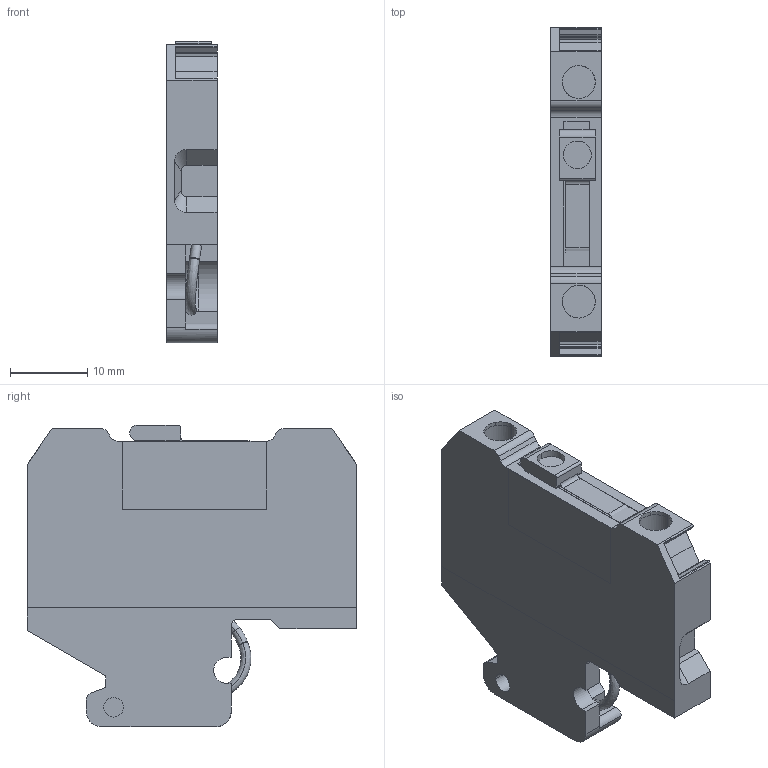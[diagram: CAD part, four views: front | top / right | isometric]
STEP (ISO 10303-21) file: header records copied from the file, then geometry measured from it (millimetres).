
FILE_DESCRIPTION(('CATIA V5 STEP Exchange','CAx-IF Rec.Pracs.--- Model Styling and Organization---1.4--- 2014-01-23'),'2;1');
FILE_NAME ('001972-2_0', '2021-06-08T05:47:42+00:00', ('none'), ('Weidmueller'), 'CATIA Version 5-6 Release 2016 SP3 HF44', 'CATIA V5 STEP AP214', 'none');
FILE_SCHEMA(('AUTOMOTIVE_DESIGN { 1 0 10303 214 1 1 1 1 }'));
Length unit declared in the file: millimetre
Products named in the file (1): SAKR/32_AllCATPart
Bounding box: 6.52 x 42.76 x 39.16 mm (x, y, z)
Volume: 8168.4 mm3; surface area: 4637 mm2
Topology: 3 solids, 3 shells, 179 faces, 492 edges, 326 vertices
Faces by surface type: plane 103, cylinder 53, bspline 15, torus 6, cone 2
Entity records: 6971 total; most frequent: CARTESIAN_POINT 2600, ORIENTED_EDGE 984, DIRECTION 709, EDGE_CURVE 492, VERTEX_POINT 326, VECTOR 318, LINE 318, AXIS2_PLACEMENT_3D 259
